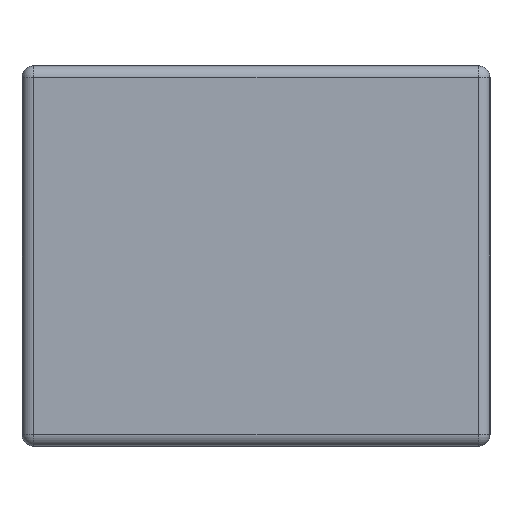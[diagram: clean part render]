
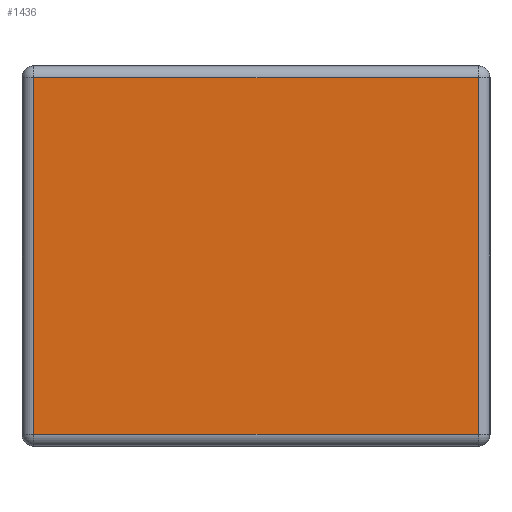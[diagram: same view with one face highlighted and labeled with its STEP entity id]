
A CAD part, left-side view. The second image highlights one B-rep face of the part: STEP entity #1436.
In plain terms, the highlighted planar face has unit normal (-1, 0, 0).
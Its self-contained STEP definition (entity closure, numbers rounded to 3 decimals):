
#49 = ORIENTED_EDGE ( 'NONE', *, *, #291, .T. ) ;
#235 = EDGE_CURVE ( 'NONE', #2050, #2214, #1972, .T. ) ;
#291 = EDGE_CURVE ( 'NONE', #2653, #2050, #637, .T. ) ;
#420 = CARTESIAN_POINT ( 'NONE',  ( -1.6, 0.76, 0. ) ) ;
#491 = CARTESIAN_POINT ( 'NONE',  ( -1.6, 0.76, 1.26 ) ) ;
#637 = LINE ( 'NONE', #420, #1396 ) ;
#652 = DIRECTION ( 'NONE',  ( 0., 0., -1. ) ) ;
#670 = EDGE_CURVE ( 'NONE', #1173, #2653, #1014, .T. ) ;
#752 = VECTOR ( 'NONE', #1916, 1000. ) ;
#1014 = LINE ( 'NONE', #1934, #752 ) ;
#1047 = DIRECTION ( 'NONE',  ( 0., 0., 1. ) ) ;
#1079 = EDGE_CURVE ( 'NONE', #2214, #1173, #2891, .T. ) ;
#1173 = VERTEX_POINT ( 'NONE', #2003 ) ;
#1196 = PLANE ( 'NONE',  #2820 ) ;
#1396 = VECTOR ( 'NONE', #652, 1000. ) ;
#1436 = ADVANCED_FACE ( 'NONE', ( #2860 ), #1196, .T. ) ;
#1905 = CARTESIAN_POINT ( 'NONE',  ( -1.6, -0.76, 0.04 ) ) ;
#1916 = DIRECTION ( 'NONE',  ( 0., 1., 0. ) ) ;
#1934 = CARTESIAN_POINT ( 'NONE',  ( -1.6, 0.8, 1.26 ) ) ;
#1959 = VECTOR ( 'NONE', #2647, 1000. ) ;
#1972 = LINE ( 'NONE', #2889, #2213 ) ;
#2003 = CARTESIAN_POINT ( 'NONE',  ( -1.6, -0.76, 1.26 ) ) ;
#2050 = VERTEX_POINT ( 'NONE', #2809 ) ;
#2053 = ORIENTED_EDGE ( 'NONE', *, *, #670, .T. ) ;
#2143 = EDGE_LOOP ( 'NONE', ( #2053, #49, #2217, #2847 ) ) ;
#2213 = VECTOR ( 'NONE', #2431, 1000. ) ;
#2214 = VERTEX_POINT ( 'NONE', #1905 ) ;
#2217 = ORIENTED_EDGE ( 'NONE', *, *, #235, .T. ) ;
#2431 = DIRECTION ( 'NONE',  ( 0., -1., 0. ) ) ;
#2647 = DIRECTION ( 'NONE',  ( 0., 0., 1. ) ) ;
#2653 = VERTEX_POINT ( 'NONE', #491 ) ;
#2699 = DIRECTION ( 'NONE',  ( -1., 0., 0. ) ) ;
#2809 = CARTESIAN_POINT ( 'NONE',  ( -1.6, 0.76, 0.04 ) ) ;
#2820 = AXIS2_PLACEMENT_3D ( 'NONE', #2966, #2699, #1047 ) ;
#2847 = ORIENTED_EDGE ( 'NONE', *, *, #1079, .T. ) ;
#2860 = FACE_OUTER_BOUND ( 'NONE', #2143, .T. ) ;
#2878 = CARTESIAN_POINT ( 'NONE',  ( -1.6, -0.76, 1.3 ) ) ;
#2889 = CARTESIAN_POINT ( 'NONE',  ( -1.6, -0.8, 0.04 ) ) ;
#2891 = LINE ( 'NONE', #2878, #1959 ) ;
#2966 = CARTESIAN_POINT ( 'NONE',  ( -1.6, 0., 0.65 ) ) ;
